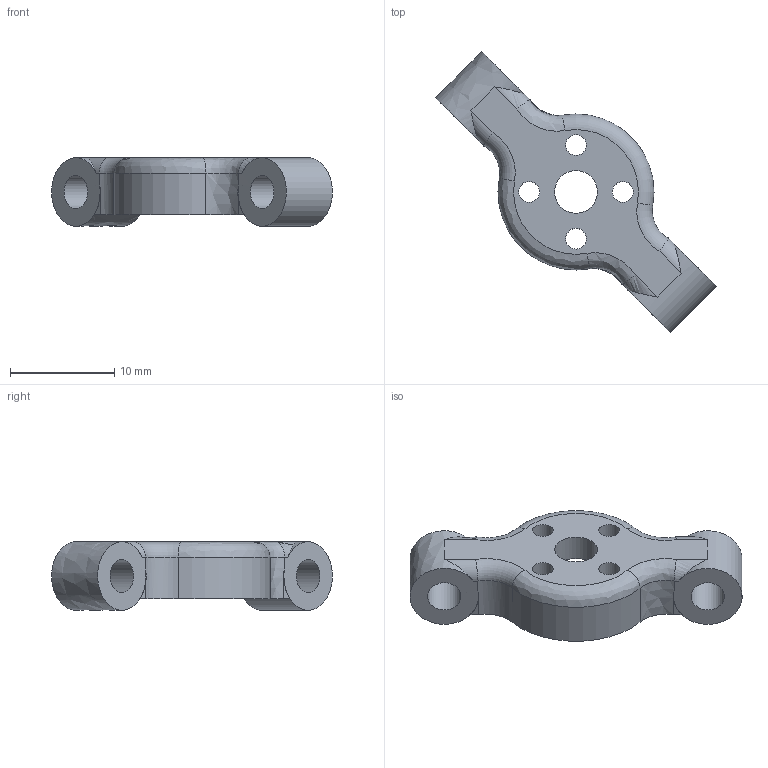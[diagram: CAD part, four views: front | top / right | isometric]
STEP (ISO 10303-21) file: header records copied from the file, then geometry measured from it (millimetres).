
FILE_DESCRIPTION((''),'2;1');
FILE_NAME('filename', '',(''),(''),'','','');
FILE_SCHEMA(('AUTOMOTIVE_DESIGN { 1 0 10303 214 1 1 1 1 }'));
Length unit declared in the file: millimetre
Products named in the file (1): MotorBase_Shorter
Bounding box: 26.99 x 26.99 x 6.6 mm (x, y, z)
Volume: 906.7 mm3; surface area: 1264.5 mm2
Topology: 1 solids, 1 shells, 44 faces, 123 edges, 82 vertices
Faces by surface type: bspline 20, cylinder 13, plane 8, torus 3
Full cylindrical faces by diameter (mm): 2 x2, 3.2 x1, 4.1 x1
Entity records: 1825 total; most frequent: CARTESIAN_POINT 714, ORIENTED_EDGE 232, DIRECTION 202, EDGE_CURVE 116, VERTEX_POINT 82, AXIS2_PLACEMENT_3D 81, EDGE_LOOP 66, CIRCLE 56
